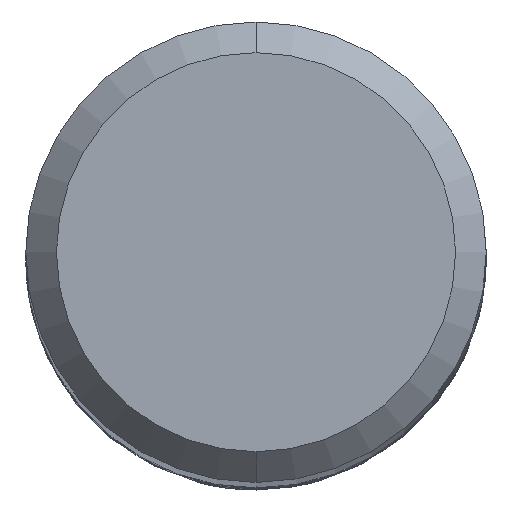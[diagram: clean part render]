
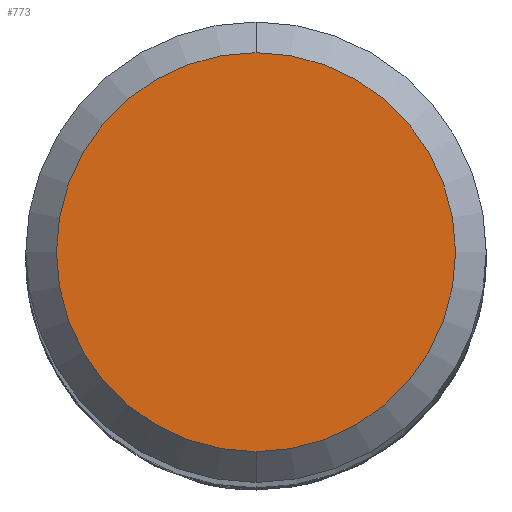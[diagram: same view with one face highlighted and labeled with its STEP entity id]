
A CAD part, top view. The second image highlights one B-rep face of the part: STEP entity #773.
In plain terms, the highlighted planar face has unit normal (0, 0, 1).
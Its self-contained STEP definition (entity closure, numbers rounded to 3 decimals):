
#773=ADVANCED_FACE('',(#2158),#2159,.T.);
#809=VERTEX_POINT('',#2200);
#905=EDGE_CURVE('',#1107,#809,#2305,.T.);
#1107=VERTEX_POINT('',#2526);
#1605=EDGE_CURVE('',#809,#1107,#3067,.T.);
#2158=FACE_OUTER_BOUND('',#4416,.T.);
#2159=PLANE('',#4417);
#2200=CARTESIAN_POINT('',(0.0,2.6,0.0));
#2305=CIRCLE('',#6384,2.6);
#2526=CARTESIAN_POINT('',(0.,-2.6,0.0));
#3067=CIRCLE('',#14223,2.6);
#4416=EDGE_LOOP('',(#20421,#20422));
#4417=AXIS2_PLACEMENT_3D('',#20423,#20424,#20425);
#6384=AXIS2_PLACEMENT_3D('',#20553,#20554,#20555);
#14223=AXIS2_PLACEMENT_3D('',#21310,#21311,#21312);
#20421=ORIENTED_EDGE('',*,*,#1605,.F.);
#20422=ORIENTED_EDGE('',*,*,#905,.F.);
#20423=CARTESIAN_POINT('',(0.0,1.3,0.0));
#20424=DIRECTION('',(-0.0,0.0,1.0));
#20425=DIRECTION('',(0.0,-1.0,0.0));
#20553=CARTESIAN_POINT('',(0.0,0.0,0.0));
#20554=DIRECTION('',(0.0,0.0,-1.0));
#20555=DIRECTION('',(0.0,1.0,0.0));
#21310=CARTESIAN_POINT('',(0.0,0.0,0.0));
#21311=DIRECTION('',(0.0,0.0,-1.0));
#21312=DIRECTION('',(0.0,1.0,0.0));
